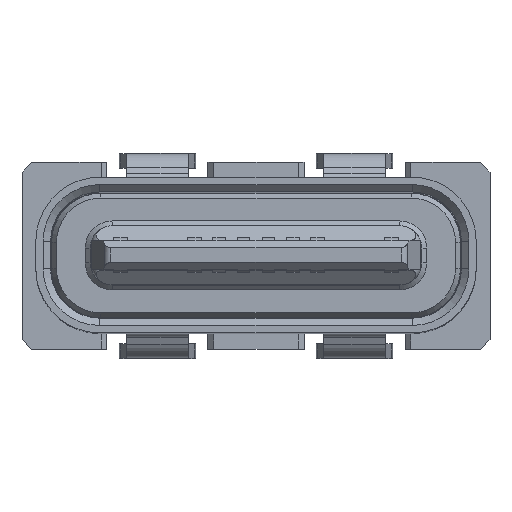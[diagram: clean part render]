
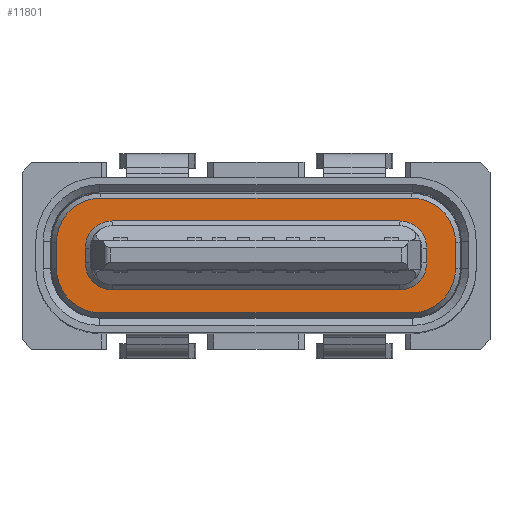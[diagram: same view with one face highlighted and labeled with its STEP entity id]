
A CAD part, top view. The second image highlights one B-rep face of the part: STEP entity #11801.
In plain terms, the highlighted planar face has unit normal (0, 0, 1).
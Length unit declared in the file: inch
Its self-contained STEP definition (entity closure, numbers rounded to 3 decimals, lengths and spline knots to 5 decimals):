
#26 = DIRECTION ( 'NONE',  ( 0., 1., 0. ) ) ;
#72 = AXIS2_PLACEMENT_3D ( 'NONE', #1622, #7594, #8168 ) ;
#79 = DIRECTION ( 'NONE',  ( 0., 0., -1. ) ) ;
#213 = LINE ( 'NONE', #15276, #9389 ) ;
#533 = ORIENTED_EDGE ( 'NONE', *, *, #7075, .T. ) ;
#748 = DIRECTION ( 'NONE',  ( 0., -1., 0. ) ) ;
#1303 = AXIS2_PLACEMENT_3D ( 'NONE', #13482, #16699, #13581 ) ;
#1461 = ORIENTED_EDGE ( 'NONE', *, *, #2921, .F. ) ;
#1524 = DIRECTION ( 'NONE',  ( 0., 0., 1. ) ) ;
#1622 = CARTESIAN_POINT ( 'NONE',  ( -0.11476, -0.00591, 0. ) ) ;
#1920 = CIRCLE ( 'NONE', #4728, 0.03543 ) ;
#2016 = DIRECTION ( 'NONE',  ( 0., -1., 0. ) ) ;
#2098 = CARTESIAN_POINT ( 'NONE',  ( 0.12402, -0.04587, 0. ) ) ;
#2247 = VERTEX_POINT ( 'NONE', #17939 ) ;
#2251 = VERTEX_POINT ( 'NONE', #7758 ) ;
#2474 = LINE ( 'NONE', #14322, #17111 ) ;
#2479 = CARTESIAN_POINT ( 'NONE',  ( 0.13642, 0.00591, 0. ) ) ;
#2673 = CIRCLE ( 'NONE', #11750, 0.02165 ) ;
#2921 = EDGE_CURVE ( 'NONE', #11876, #11318, #15249, .T. ) ;
#2945 = VERTEX_POINT ( 'NONE', #8764 ) ;
#3094 = EDGE_CURVE ( 'NONE', #11876, #9508, #13562, .T. ) ;
#3192 = FACE_BOUND ( 'NONE', #12977, .T. ) ;
#3223 = VECTOR ( 'NONE', #11793, 39.37008 ) ;
#3276 = CARTESIAN_POINT ( 'NONE',  ( 0.11476, -0.02756, 0. ) ) ;
#3412 = DIRECTION ( 'NONE',  ( 1., 0., 0. ) ) ;
#3467 = EDGE_CURVE ( 'NONE', #2945, #5479, #6253, .T. ) ;
#3776 = CARTESIAN_POINT ( 'NONE',  ( -0.11476, 0.02756, 0. ) ) ;
#4163 = DIRECTION ( 'NONE',  ( 1., 0., 0. ) ) ;
#4164 = CARTESIAN_POINT ( 'NONE',  ( -0.15945, -0.01043, 0. ) ) ;
#4267 = VECTOR ( 'NONE', #3412, 39.37008 ) ;
#4650 = CARTESIAN_POINT ( 'NONE',  ( 0.11476, -0.02756, 0. ) ) ;
#4728 = AXIS2_PLACEMENT_3D ( 'NONE', #6222, #79, #16406 ) ;
#4942 = DIRECTION ( 'NONE',  ( 0., 0., -1. ) ) ;
#5295 = VERTEX_POINT ( 'NONE', #11789 ) ;
#5396 = ORIENTED_EDGE ( 'NONE', *, *, #18113, .T. ) ;
#5479 = VERTEX_POINT ( 'NONE', #16561 ) ;
#5952 = ORIENTED_EDGE ( 'NONE', *, *, #11867, .F. ) ;
#5981 = CIRCLE ( 'NONE', #72, 0.02165 ) ;
#6200 = VERTEX_POINT ( 'NONE', #8792 ) ;
#6222 = CARTESIAN_POINT ( 'NONE',  ( -0.12402, 0.01043, 0. ) ) ;
#6253 = LINE ( 'NONE', #9095, #16508 ) ;
#6412 = EDGE_CURVE ( 'NONE', #13470, #6200, #16019, .T. ) ;
#6442 = LINE ( 'NONE', #10949, #4267 ) ;
#6494 = DIRECTION ( 'NONE',  ( 0., 0., 1. ) ) ;
#6585 = DIRECTION ( 'NONE',  ( 1., 0., 0. ) ) ;
#6697 = CARTESIAN_POINT ( 'NONE',  ( 0.12402, 0.01043, 0. ) ) ;
#6921 = ORIENTED_EDGE ( 'NONE', *, *, #13351, .T. ) ;
#6945 = CIRCLE ( 'NONE', #11965, 0.03543 ) ;
#7022 = ORIENTED_EDGE ( 'NONE', *, *, #6412, .T. ) ;
#7075 = EDGE_CURVE ( 'NONE', #13934, #2251, #213, .T. ) ;
#7488 = DIRECTION ( 'NONE',  ( 0., 1., 0. ) ) ;
#7490 = CARTESIAN_POINT ( 'NONE',  ( -0.11476, -0.02756, 0. ) ) ;
#7594 = DIRECTION ( 'NONE',  ( 0., 0., 1. ) ) ;
#7758 = CARTESIAN_POINT ( 'NONE',  ( 0.15945, 0.01043, 0. ) ) ;
#7776 = CARTESIAN_POINT ( 'NONE',  ( 0.15945, -0.01043, 0. ) ) ;
#7891 = ORIENTED_EDGE ( 'NONE', *, *, #3467, .T. ) ;
#8168 = DIRECTION ( 'NONE',  ( -1., 0., 0. ) ) ;
#8189 = VERTEX_POINT ( 'NONE', #18142 ) ;
#8762 = VERTEX_POINT ( 'NONE', #18941 ) ;
#8764 = CARTESIAN_POINT ( 'NONE',  ( -0.13642, -0.00591, 0. ) ) ;
#8792 = CARTESIAN_POINT ( 'NONE',  ( 0.11476, 0.02756, 0. ) ) ;
#8918 = CARTESIAN_POINT ( 'NONE',  ( 0.12402, 0.04587, 0. ) ) ;
#9095 = CARTESIAN_POINT ( 'NONE',  ( -0.13642, -0.00591, 0. ) ) ;
#9222 = EDGE_LOOP ( 'NONE', ( #533, #16269, #18608, #5952, #11635, #14670, #5396, #17524 ) ) ;
#9389 = VECTOR ( 'NONE', #26, 39.37008 ) ;
#9458 = CARTESIAN_POINT ( 'NONE',  ( 0.11476, -0.00591, 0. ) ) ;
#9508 = VERTEX_POINT ( 'NONE', #7490 ) ;
#9691 = EDGE_CURVE ( 'NONE', #8762, #2251, #10165, .T. ) ;
#10165 = CIRCLE ( 'NONE', #11407, 0.03543 ) ;
#10234 = EDGE_CURVE ( 'NONE', #8762, #5295, #19310, .T. ) ;
#10537 = AXIS2_PLACEMENT_3D ( 'NONE', #14251, #14154, #748 ) ;
#10918 = DIRECTION ( 'NONE',  ( 0., 1., 0. ) ) ;
#10949 = CARTESIAN_POINT ( 'NONE',  ( -0.12402, -0.04587, 0. ) ) ;
#11073 = ORIENTED_EDGE ( 'NONE', *, *, #11908, .F. ) ;
#11318 = VERTEX_POINT ( 'NONE', #18090 ) ;
#11407 = AXIS2_PLACEMENT_3D ( 'NONE', #6697, #4942, #10918 ) ;
#11579 = VECTOR ( 'NONE', #4163, 39.37008 ) ;
#11635 = ORIENTED_EDGE ( 'NONE', *, *, #19093, .T. ) ;
#11750 = AXIS2_PLACEMENT_3D ( 'NONE', #19350, #1524, #7488 ) ;
#11789 = CARTESIAN_POINT ( 'NONE',  ( -0.12402, 0.04587, 0. ) ) ;
#11793 = DIRECTION ( 'NONE',  ( 0., -1., 0. ) ) ;
#11801 = ADVANCED_FACE ( 'NONE', ( #3192, #17877 ), #19265, .T. ) ;
#11867 = EDGE_CURVE ( 'NONE', #2247, #5295, #1920, .T. ) ;
#11876 = VERTEX_POINT ( 'NONE', #4650 ) ;
#11908 = EDGE_CURVE ( 'NONE', #2945, #9508, #5981, .T. ) ;
#11965 = AXIS2_PLACEMENT_3D ( 'NONE', #18188, #12329, #16521 ) ;
#12329 = DIRECTION ( 'NONE',  ( 0., 0., -1. ) ) ;
#12964 = DIRECTION ( 'NONE',  ( 0., -1., 0. ) ) ;
#12977 = EDGE_LOOP ( 'NONE', ( #6921, #1461, #14236, #11073, #7891, #15713, #7022, #15804 ) ) ;
#13284 = DIRECTION ( 'NONE',  ( -1., 0., 0. ) ) ;
#13351 = EDGE_CURVE ( 'NONE', #8189, #11318, #17464, .T. ) ;
#13470 = VERTEX_POINT ( 'NONE', #14326 ) ;
#13482 = CARTESIAN_POINT ( 'NONE',  ( 0.13248, -0.0498, 0. ) ) ;
#13562 = LINE ( 'NONE', #3276, #18068 ) ;
#13581 = DIRECTION ( 'NONE',  ( 0., -1., 0. ) ) ;
#13700 = VERTEX_POINT ( 'NONE', #2098 ) ;
#13804 = DIRECTION ( 'NONE',  ( 0., 1., 0. ) ) ;
#13839 = VERTEX_POINT ( 'NONE', #4164 ) ;
#13934 = VERTEX_POINT ( 'NONE', #7776 ) ;
#13992 = AXIS2_PLACEMENT_3D ( 'NONE', #18445, #6494, #6585 ) ;
#14154 = DIRECTION ( 'NONE',  ( 0., 0., -1. ) ) ;
#14170 = EDGE_CURVE ( 'NONE', #13934, #13700, #6945, .T. ) ;
#14201 = VECTOR ( 'NONE', #14991, 39.37008 ) ;
#14236 = ORIENTED_EDGE ( 'NONE', *, *, #3094, .T. ) ;
#14251 = CARTESIAN_POINT ( 'NONE',  ( -0.12402, -0.01043, 0. ) ) ;
#14322 = CARTESIAN_POINT ( 'NONE',  ( -0.15945, 0.01043, 0. ) ) ;
#14326 = CARTESIAN_POINT ( 'NONE',  ( -0.11476, 0.02756, 0. ) ) ;
#14670 = ORIENTED_EDGE ( 'NONE', *, *, #18690, .F. ) ;
#14991 = DIRECTION ( 'NONE',  ( -1., 0., 0. ) ) ;
#15249 = CIRCLE ( 'NONE', #16190, 0.02165 ) ;
#15276 = CARTESIAN_POINT ( 'NONE',  ( 0.15945, -0.01043, 0. ) ) ;
#15437 = DIRECTION ( 'NONE',  ( 0., 0., 1. ) ) ;
#15713 = ORIENTED_EDGE ( 'NONE', *, *, #16868, .F. ) ;
#15804 = ORIENTED_EDGE ( 'NONE', *, *, #18929, .F. ) ;
#15861 = CIRCLE ( 'NONE', #13992, 0.02165 ) ;
#15974 = VERTEX_POINT ( 'NONE', #17467 ) ;
#16019 = LINE ( 'NONE', #3776, #11579 ) ;
#16190 = AXIS2_PLACEMENT_3D ( 'NONE', #9458, #15437, #2016 ) ;
#16269 = ORIENTED_EDGE ( 'NONE', *, *, #9691, .F. ) ;
#16406 = DIRECTION ( 'NONE',  ( -1., 0., 0. ) ) ;
#16508 = VECTOR ( 'NONE', #13804, 39.37008 ) ;
#16521 = DIRECTION ( 'NONE',  ( 1., 0., 0. ) ) ;
#16561 = CARTESIAN_POINT ( 'NONE',  ( -0.13642, 0.00591, 0. ) ) ;
#16699 = DIRECTION ( 'NONE',  ( 0., 0., 1. ) ) ;
#16868 = EDGE_CURVE ( 'NONE', #13470, #5479, #2673, .T. ) ;
#17111 = VECTOR ( 'NONE', #12964, 39.37008 ) ;
#17464 = LINE ( 'NONE', #2479, #3223 ) ;
#17467 = CARTESIAN_POINT ( 'NONE',  ( -0.12402, -0.04587, 0. ) ) ;
#17524 = ORIENTED_EDGE ( 'NONE', *, *, #14170, .F. ) ;
#17877 = FACE_OUTER_BOUND ( 'NONE', #9222, .T. ) ;
#17939 = CARTESIAN_POINT ( 'NONE',  ( -0.15945, 0.01043, 0. ) ) ;
#18068 = VECTOR ( 'NONE', #13284, 39.37008 ) ;
#18090 = CARTESIAN_POINT ( 'NONE',  ( 0.13642, -0.00591, 0. ) ) ;
#18113 = EDGE_CURVE ( 'NONE', #15974, #13700, #6442, .T. ) ;
#18142 = CARTESIAN_POINT ( 'NONE',  ( 0.13642, 0.00591, 0. ) ) ;
#18188 = CARTESIAN_POINT ( 'NONE',  ( 0.12402, -0.01043, 0. ) ) ;
#18445 = CARTESIAN_POINT ( 'NONE',  ( 0.11476, 0.00591, 0. ) ) ;
#18608 = ORIENTED_EDGE ( 'NONE', *, *, #10234, .T. ) ;
#18690 = EDGE_CURVE ( 'NONE', #15974, #13839, #18986, .T. ) ;
#18929 = EDGE_CURVE ( 'NONE', #8189, #6200, #15861, .T. ) ;
#18941 = CARTESIAN_POINT ( 'NONE',  ( 0.12402, 0.04587, 0. ) ) ;
#18986 = CIRCLE ( 'NONE', #10537, 0.03543 ) ;
#19093 = EDGE_CURVE ( 'NONE', #2247, #13839, #2474, .T. ) ;
#19265 = PLANE ( 'NONE',  #1303 ) ;
#19310 = LINE ( 'NONE', #8918, #14201 ) ;
#19350 = CARTESIAN_POINT ( 'NONE',  ( -0.11476, 0.00591, 0. ) ) ;
